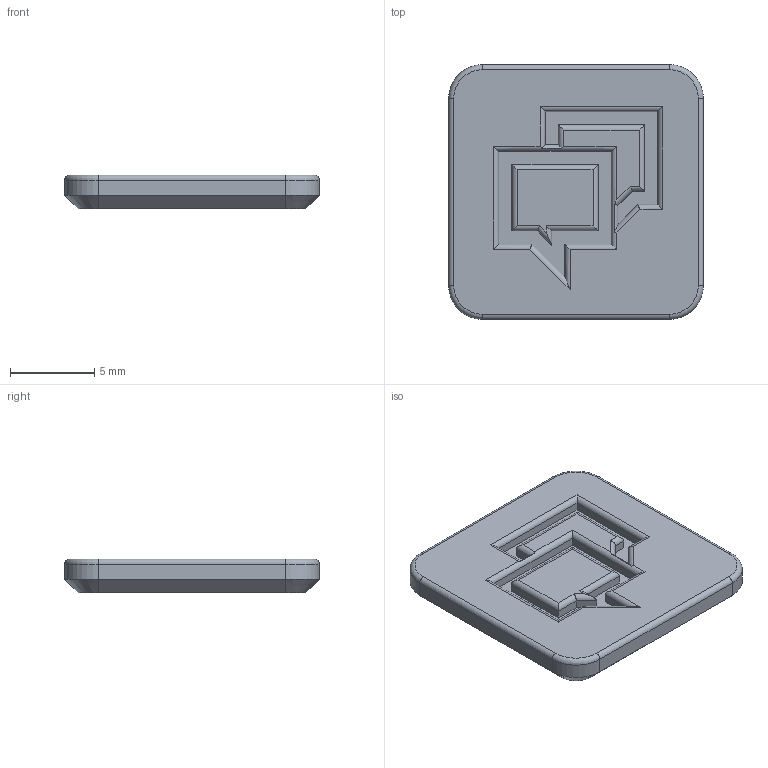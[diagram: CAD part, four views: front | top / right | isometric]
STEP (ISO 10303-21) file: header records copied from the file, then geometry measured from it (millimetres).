
FILE_DESCRIPTION(/* description */ (''),/* implementation_level */ '2;1');
FILE_NAME(/* name */ 'Logo Chat v5.step',/* time_stamp */ '2021-07-04T00:20:30+02:00',/* author */ (''),/* organization */ (''),/* preprocessor_version */ 'ST-DEVELOPER v18.1',/* originating_system */ 'Autodesk Translation Framework v10.9.0.1377',/* authorisation */ '');
FILE_SCHEMA (('AUTOMOTIVE_DESIGN { 1 0 10303 214 3 1 1 }'));
Length unit declared in the file: millimetre
Products named in the file (1): Logo Chat
Bounding box: 15.1 x 15.1 x 2 mm (x, y, z)
Volume: 405.2 mm3; surface area: 580.2 mm2
Topology: 1 solids, 1 shells, 82 faces, 192 edges, 114 vertices
Faces by surface type: plane 40, cylinder 34, cone 4, torus 4
Entity records: 2327 total; most frequent: DIRECTION 412, CARTESIAN_POINT 389, ORIENTED_EDGE 384, EDGE_CURVE 192, LINE 138, VECTOR 138, AXIS2_PLACEMENT_3D 137, VERTEX_POINT 114
